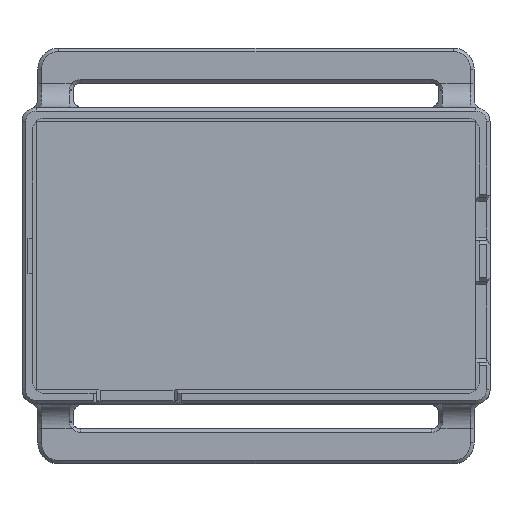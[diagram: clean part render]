
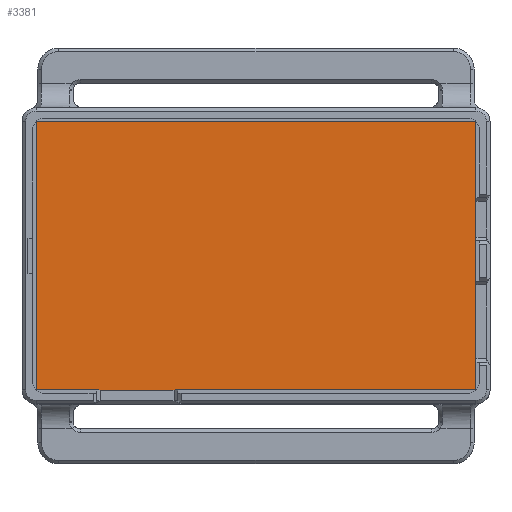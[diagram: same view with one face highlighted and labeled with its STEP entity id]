
A CAD part, top view. The second image highlights one B-rep face of the part: STEP entity #3381.
In plain terms, the highlighted planar face has unit normal (0, 0, 1).
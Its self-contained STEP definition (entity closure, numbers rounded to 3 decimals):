
#402=FACE_OUTER_BOUND('',#591,.T.);
#591=EDGE_LOOP('',(#3077,#3078,#3079,#3080));
#936=LINE('',#5999,#1295);
#947=LINE('',#6021,#1306);
#948=LINE('',#6024,#1307);
#950=LINE('',#6027,#1309);
#1295=VECTOR('',#4461,10.);
#1306=VECTOR('',#4488,10.);
#1307=VECTOR('',#4491,10.);
#1309=VECTOR('',#4495,10.);
#1608=VERTEX_POINT('',#5996);
#1609=VERTEX_POINT('',#5998);
#1612=VERTEX_POINT('',#6019);
#1613=VERTEX_POINT('',#6023);
#2088=EDGE_CURVE('',#1608,#1609,#936,.T.);
#2099=EDGE_CURVE('',#1612,#1608,#947,.T.);
#2100=EDGE_CURVE('',#1609,#1613,#948,.T.);
#2102=EDGE_CURVE('',#1613,#1612,#950,.T.);
#3077=ORIENTED_EDGE('',*,*,#2102,.F.);
#3078=ORIENTED_EDGE('',*,*,#2100,.F.);
#3079=ORIENTED_EDGE('',*,*,#2088,.F.);
#3080=ORIENTED_EDGE('',*,*,#2099,.F.);
#3196=PLANE('',#3634);
#3381=ADVANCED_FACE('',(#402),#3196,.F.);
#3634=AXIS2_PLACEMENT_3D('',#6028,#4496,#4497);
#4461=DIRECTION('',(-1.,0.,0.));
#4488=DIRECTION('',(0.,-1.,0.));
#4491=DIRECTION('',(0.,1.,0.));
#4495=DIRECTION('',(1.,0.,0.));
#4496=DIRECTION('center_axis',(0.,0.,-1.));
#4497=DIRECTION('ref_axis',(-1.,0.,0.));
#5996=CARTESIAN_POINT('',(-175.15,-19.05,1.6));
#5998=CARTESIAN_POINT('',(-237.65,-19.05,1.6));
#5999=CARTESIAN_POINT('',(-175.15,-19.05,1.6));
#6019=CARTESIAN_POINT('',(-175.15,19.05,1.6));
#6021=CARTESIAN_POINT('',(-175.15,19.05,1.6));
#6023=CARTESIAN_POINT('',(-237.65,19.05,1.6));
#6024=CARTESIAN_POINT('',(-237.65,-19.05,1.6));
#6027=CARTESIAN_POINT('',(-237.65,19.05,1.6));
#6028=CARTESIAN_POINT('Origin',(-206.4,0.,1.6));
